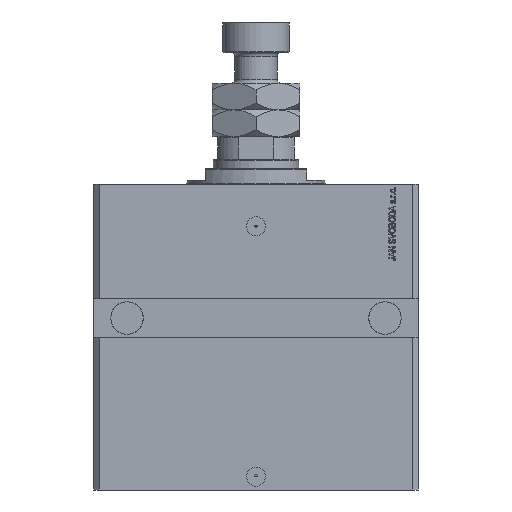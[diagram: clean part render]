
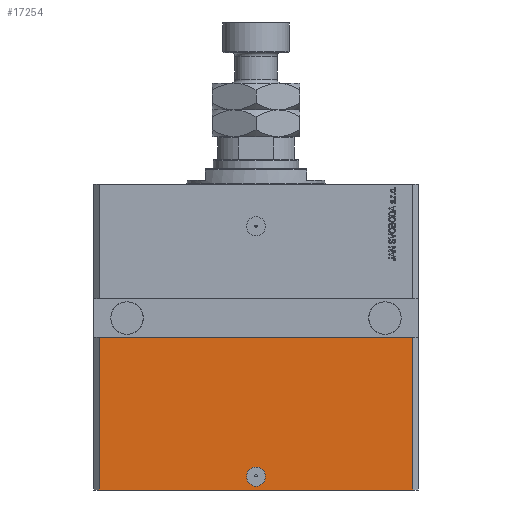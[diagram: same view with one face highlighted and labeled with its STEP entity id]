
A CAD part, front view. The second image highlights one B-rep face of the part: STEP entity #17254.
In plain terms, the highlighted planar face has unit normal (0, -1, 0).
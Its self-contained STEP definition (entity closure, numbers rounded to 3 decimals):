
#1256 = LINE ( 'NONE', #23554, #36756 ) ;
#1525 = ORIENTED_EDGE ( 'NONE', *, *, #40990, .F. ) ;
#1643 = DIRECTION ( 'NONE',  ( 1., 0., 0. ) ) ;
#2623 = DIRECTION ( 'NONE',  ( 0., -1., 0. ) ) ;
#3098 = CARTESIAN_POINT ( 'NONE',  ( -82., -70., -160. ) ) ;
#3371 = DIRECTION ( 'NONE',  ( 0., -1., 0. ) ) ;
#3754 = CARTESIAN_POINT ( 'NONE',  ( 0., -70., -153. ) ) ;
#4251 = VERTEX_POINT ( 'NONE', #42745 ) ;
#7298 = CARTESIAN_POINT ( 'NONE',  ( -82., -70., -160. ) ) ;
#7774 = EDGE_LOOP ( 'NONE', ( #37387, #37170, #41664, #34789 ) ) ;
#8032 = EDGE_CURVE ( 'NONE', #20706, #43107, #24371, .T. ) ;
#8325 = EDGE_LOOP ( 'NONE', ( #35013, #1525 ) ) ;
#10079 = PLANE ( 'NONE',  #34555 ) ;
#10712 = CARTESIAN_POINT ( 'NONE',  ( 82., -70., -160. ) ) ;
#10805 = AXIS2_PLACEMENT_3D ( 'NONE', #43704, #3371, #24746 ) ;
#11687 = CARTESIAN_POINT ( 'NONE',  ( 82., -70., -80. ) ) ;
#13443 = FACE_BOUND ( 'NONE', #8325, .T. ) ;
#13951 = VECTOR ( 'NONE', #1643, 1000. ) ;
#14590 = DIRECTION ( 'NONE',  ( 0., -1., 0. ) ) ;
#14894 = EDGE_CURVE ( 'NONE', #21595, #43107, #1256, .T. ) ;
#16654 = VERTEX_POINT ( 'NONE', #28749 ) ;
#17254 = ADVANCED_FACE ( 'NONE', ( #13443, #32174 ), #10079, .T. ) ;
#17280 = DIRECTION ( 'NONE',  ( 0., 0., -1. ) ) ;
#17422 = DIRECTION ( 'NONE',  ( 0., 0., 1. ) ) ;
#18355 = VERTEX_POINT ( 'NONE', #33428 ) ;
#20706 = VERTEX_POINT ( 'NONE', #10712 ) ;
#20777 = CARTESIAN_POINT ( 'NONE',  ( 82., -70., -160. ) ) ;
#21227 = EDGE_CURVE ( 'NONE', #18355, #16654, #41433, .T. ) ;
#21595 = VERTEX_POINT ( 'NONE', #40479 ) ;
#21923 = DIRECTION ( 'NONE',  ( 0., 0., 1. ) ) ;
#23554 = CARTESIAN_POINT ( 'NONE',  ( -85., -70., -80. ) ) ;
#24371 = LINE ( 'NONE', #20777, #27347 ) ;
#24746 = DIRECTION ( 'NONE',  ( 1., 0., 0. ) ) ;
#27095 = LINE ( 'NONE', #34550, #13951 ) ;
#27347 = VECTOR ( 'NONE', #17422, 1000. ) ;
#28621 = AXIS2_PLACEMENT_3D ( 'NONE', #3754, #14590, #29468 ) ;
#28749 = CARTESIAN_POINT ( 'NONE',  ( -5., -70., -153. ) ) ;
#29178 = EDGE_CURVE ( 'NONE', #4251, #21595, #32756, .T. ) ;
#29468 = DIRECTION ( 'NONE',  ( 1., 0., 0. ) ) ;
#30685 = VECTOR ( 'NONE', #21923, 1000. ) ;
#32174 = FACE_OUTER_BOUND ( 'NONE', #7774, .T. ) ;
#32756 = LINE ( 'NONE', #7298, #30685 ) ;
#33428 = CARTESIAN_POINT ( 'NONE',  ( 5., -70., -153. ) ) ;
#34550 = CARTESIAN_POINT ( 'NONE',  ( -82., -70., -160. ) ) ;
#34555 = AXIS2_PLACEMENT_3D ( 'NONE', #3098, #2623, #17280 ) ;
#34628 = DIRECTION ( 'NONE',  ( 1., 0., 0. ) ) ;
#34789 = ORIENTED_EDGE ( 'NONE', *, *, #8032, .T. ) ;
#35013 = ORIENTED_EDGE ( 'NONE', *, *, #21227, .F. ) ;
#36756 = VECTOR ( 'NONE', #34628, 1000. ) ;
#37170 = ORIENTED_EDGE ( 'NONE', *, *, #29178, .F. ) ;
#37387 = ORIENTED_EDGE ( 'NONE', *, *, #14894, .F. ) ;
#38567 = EDGE_CURVE ( 'NONE', #4251, #20706, #27095, .T. ) ;
#40479 = CARTESIAN_POINT ( 'NONE',  ( -82., -70., -80. ) ) ;
#40881 = CIRCLE ( 'NONE', #28621, 5. ) ;
#40990 = EDGE_CURVE ( 'NONE', #16654, #18355, #40881, .T. ) ;
#41433 = CIRCLE ( 'NONE', #10805, 5. ) ;
#41664 = ORIENTED_EDGE ( 'NONE', *, *, #38567, .T. ) ;
#42745 = CARTESIAN_POINT ( 'NONE',  ( -82., -70., -160. ) ) ;
#43107 = VERTEX_POINT ( 'NONE', #11687 ) ;
#43704 = CARTESIAN_POINT ( 'NONE',  ( 0., -70., -153. ) ) ;
